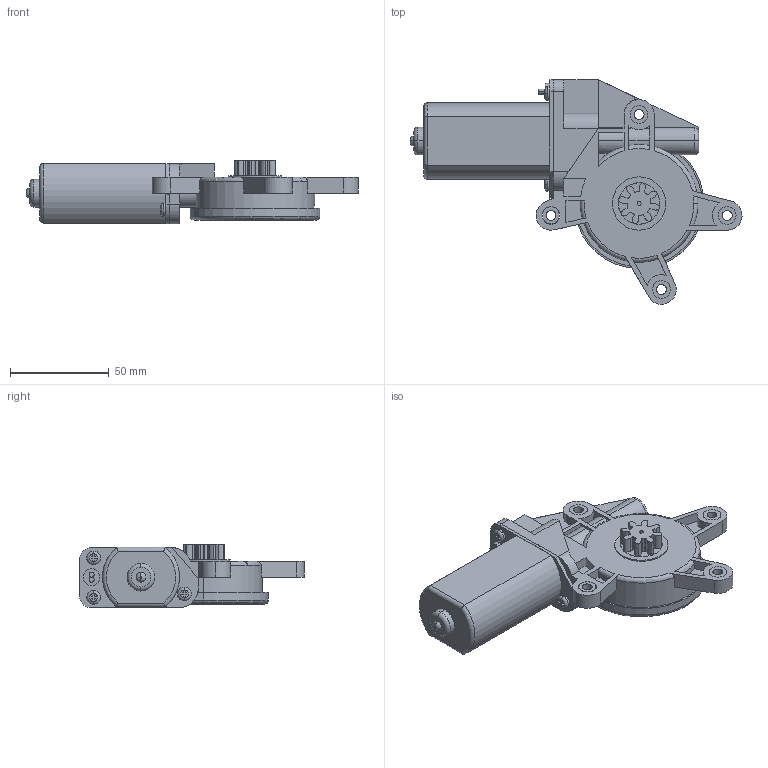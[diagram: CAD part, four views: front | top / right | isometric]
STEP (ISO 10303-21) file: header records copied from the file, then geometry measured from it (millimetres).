
FILE_DESCRIPTION (( 'STEP AP214' ), '1' );
FILE_NAME ('Motor mabuchi 578VA.STEP', '2020-08-23T23:31:03', ( '' ), ( '' ), 'SwSTEP 2.0', 'SolidWorks 2018', '' );
FILE_SCHEMA (( 'AUTOMOTIVE_DESIGN' ));
Length unit declared in the file: millimetre
Products named in the file (3): Motor mabuchi JC-578VA - Carcaça_Valor predeterminado; Motor mabuchi 578VA; Motor mabuchi 578VA - Engrenagem_Valor predeterminado
Assembly tree (2 placements, depth 2):
  Motor mabuchi 578VA
    Motor mabuchi JC-578VA - Carcaça_Valor predeterminado
    Motor mabuchi 578VA - Engrenagem_Valor predeterminado
Bounding box: 168.04 x 113.66 x 32.2 mm (x, y, z)
Volume: 174512.1 mm3; surface area: 47573.1 mm2
Topology: 15 solids, 15 shells, 436 faces, 1113 edges, 729 vertices
Faces by surface type: plane 200, cylinder 177, torus 52, cone 6, bspline 1
Entity records: 15606 total; most frequent: CARTESIAN_POINT 2857, DIRECTION 2383, ORIENTED_EDGE 2214, EDGE_CURVE 1107, AXIS2_PLACEMENT_3D 919, VERTEX_POINT 729, VECTOR 545, LINE 545
